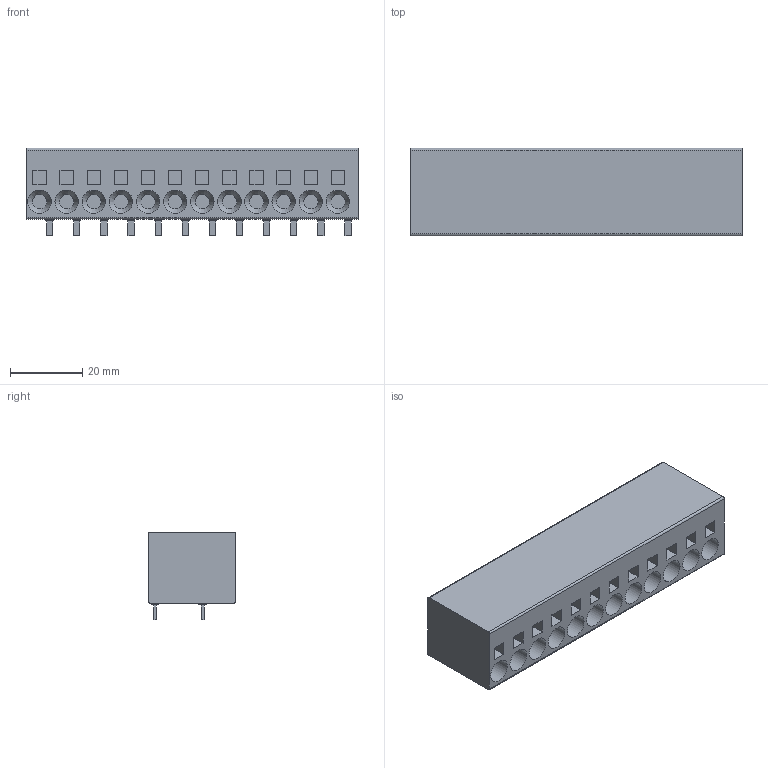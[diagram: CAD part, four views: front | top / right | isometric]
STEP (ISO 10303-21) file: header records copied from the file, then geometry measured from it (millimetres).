
FILE_DESCRIPTION(/* description */ ('model of PhoenixContact_SPT_5_12-H-7.5-ZB_1x12_P7.5mm_Horizontal'),/* implementation_level */ '2;1');
FILE_NAME(/* name */ 'PhoenixContact_SPT_5_12-H-7.5-ZB_1x12_P7.5mm_Horizontal.step',/* time_stamp */ '2023-01-30T13:58:07',/* author */ ('KiCAD','kicad'),/* organization */ ('OCCT'),/* preprocessor_version */ '',/* originating_system */ 'KiCAD',/* authorisation */ '');
FILE_SCHEMA(('AUTOMOTIVE_DESIGN { 1 0 10303 214 1 1 1 1 }'));
Length unit declared in the file: millimetre
Products named in the file (7): CQ assembly; bd31ae6c-a09d-11ed-8f45-a0cec80452fd; bd31ae6c-a09d-11ed-8f45-a0cec80452fd_part; bd31b2e0-a09d-11ed-8f45-a0cec80452fd; bd31b2e0-a09d-11ed-8f45-a0cec80452fd_part; bd31b5ba-a09d-11ed-8f45-a0cec80452fd; bd31b5ba-a09d-11ed-8f45-a0cec80452fd_part
Assembly tree (6 placements, depth 4):
  CQ assembly
    bd31ae6c-a09d-11ed-8f45-a0cec80452fd
      bd31ae6c-a09d-11ed-8f45-a0cec80452fd_part
      bd31b2e0-a09d-11ed-8f45-a0cec80452fd
        bd31b2e0-a09d-11ed-8f45-a0cec80452fd_part
      bd31b5ba-a09d-11ed-8f45-a0cec80452fd
        bd31b5ba-a09d-11ed-8f45-a0cec80452fd_part
Bounding box: 91.8 x 24.15 x 24.2 mm (x, y, z)
Volume: 39669.3 mm3; surface area: 11987.6 mm2
Topology: 13 solids, 13 shells, 202 faces, 408 edges, 268 vertices
Faces by surface type: plane 162, cylinder 28, cone 12
Full cylindrical faces by diameter (mm): 2.1 x12, 6.5 x12
Entity records: 5393 total; most frequent: DIRECTION 894, CARTESIAN_POINT 885, ORIENTED_EDGE 816, EDGE_CURVE 408, LINE 340, VECTOR 340, AXIS2_PLACEMENT_3D 277, VERTEX_POINT 268
